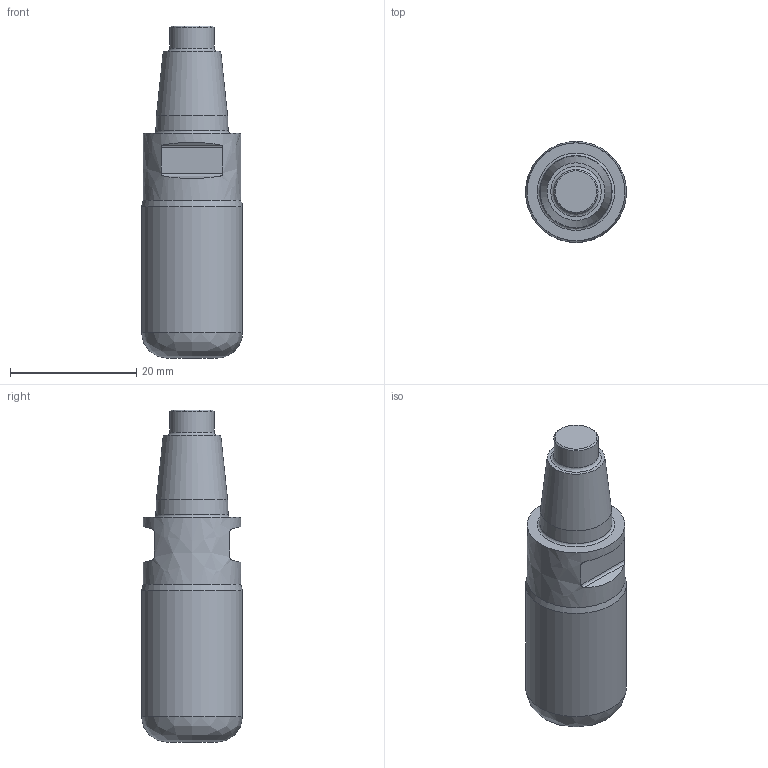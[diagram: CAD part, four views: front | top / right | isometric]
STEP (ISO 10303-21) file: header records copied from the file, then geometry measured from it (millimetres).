
FILE_DESCRIPTION(('STEP'), '1');
FILE_NAME('MOD000000000000000020136959301000.stp', '2019-01-02T12:11:50', (''), (''), 'Express v3.0.0.0', 'Express Tool', 'Unknown');
FILE_SCHEMA(('AUTOMOTIVE_DESIGN'));
Length unit declared in the file: millimetre
Products named in the file (1): 316-16fl642-16040l
Bounding box: 16 x 16 x 52.6 mm (x, y, z)
Volume: 8044 mm3; surface area: 2965.9 mm2
Topology: 2 solids, 2 shells, 26 faces, 58 edges, 41 vertices
Faces by surface type: bspline 26
Entity records: 1327 total; most frequent: CARTESIAN_POINT 775, ORIENTED_EDGE 106, DIRECTION 76, EDGE_CURVE 53, VERTEX_POINT 35, EDGE_LOOP 30, AXIS2_PLACEMENT_3D 27, ADVANCED_FACE 26
